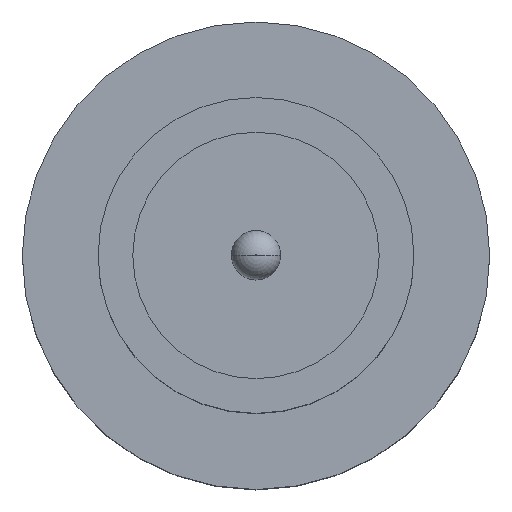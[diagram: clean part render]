
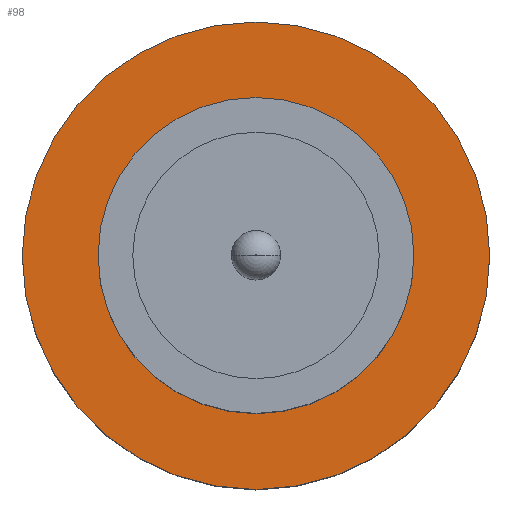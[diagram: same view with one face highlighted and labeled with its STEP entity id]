
A CAD part, top view. The second image highlights one B-rep face of the part: STEP entity #98.
In plain terms, the highlighted planar face has unit normal (0, 0, 1).
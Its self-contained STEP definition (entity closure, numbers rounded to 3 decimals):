
#9 = EDGE_LOOP ( 'NONE', ( #210, #537 ) ) ;
#16 = CARTESIAN_POINT ( 'NONE',  ( 0., 0., 1.55 ) ) ;
#45 = CARTESIAN_POINT ( 'NONE',  ( 0., 0., 1.55 ) ) ;
#59 = DIRECTION ( 'NONE',  ( 1., 0., 0. ) ) ;
#98 = ADVANCED_FACE ( 'NONE', ( #352, #627 ), #399, .T. ) ;
#101 = DIRECTION ( 'NONE',  ( 0., 0., 1. ) ) ;
#109 = EDGE_CURVE ( 'NONE', #324, #280, #774, .T. ) ;
#117 = CIRCLE ( 'NONE', #429, 1.85 ) ;
#122 = CARTESIAN_POINT ( 'NONE',  ( -1.25, 0., 1.55 ) ) ;
#126 = EDGE_LOOP ( 'NONE', ( #205, #408 ) ) ;
#154 = DIRECTION ( 'NONE',  ( 0., 0., 1. ) ) ;
#156 = DIRECTION ( 'NONE',  ( 1., 0., 0. ) ) ;
#160 = CARTESIAN_POINT ( 'NONE',  ( 1.85, 0., 1.55 ) ) ;
#177 = DIRECTION ( 'NONE',  ( 1., 0., 0. ) ) ;
#205 = ORIENTED_EDGE ( 'NONE', *, *, #507, .T. ) ;
#210 = ORIENTED_EDGE ( 'NONE', *, *, #395, .F. ) ;
#228 = CARTESIAN_POINT ( 'NONE',  ( 0., 0., 1.55 ) ) ;
#233 = DIRECTION ( 'NONE',  ( 1., 0., 0. ) ) ;
#236 = EDGE_CURVE ( 'NONE', #449, #372, #497, .T. ) ;
#280 = VERTEX_POINT ( 'NONE', #694 ) ;
#292 = AXIS2_PLACEMENT_3D ( 'NONE', #228, #475, #233 ) ;
#307 = CARTESIAN_POINT ( 'NONE',  ( 1.25, 0., 1.55 ) ) ;
#324 = VERTEX_POINT ( 'NONE', #160 ) ;
#344 = DIRECTION ( 'NONE',  ( 1., 0., 0. ) ) ;
#351 = CARTESIAN_POINT ( 'NONE',  ( 0., 0., 1.55 ) ) ;
#352 = FACE_BOUND ( 'NONE', #9, .T. ) ;
#372 = VERTEX_POINT ( 'NONE', #307 ) ;
#395 = EDGE_CURVE ( 'NONE', #372, #449, #440, .T. ) ;
#399 = PLANE ( 'NONE',  #292 ) ;
#406 = AXIS2_PLACEMENT_3D ( 'NONE', #16, #101, #156 ) ;
#408 = ORIENTED_EDGE ( 'NONE', *, *, #109, .T. ) ;
#429 = AXIS2_PLACEMENT_3D ( 'NONE', #613, #800, #59 ) ;
#440 = CIRCLE ( 'NONE', #490, 1.25 ) ;
#449 = VERTEX_POINT ( 'NONE', #122 ) ;
#475 = DIRECTION ( 'NONE',  ( 0., 0., 1. ) ) ;
#490 = AXIS2_PLACEMENT_3D ( 'NONE', #45, #782, #177 ) ;
#497 = CIRCLE ( 'NONE', #406, 1.25 ) ;
#507 = EDGE_CURVE ( 'NONE', #280, #324, #117, .T. ) ;
#537 = ORIENTED_EDGE ( 'NONE', *, *, #236, .F. ) ;
#613 = CARTESIAN_POINT ( 'NONE',  ( 0., 0., 1.55 ) ) ;
#627 = FACE_OUTER_BOUND ( 'NONE', #126, .T. ) ;
#694 = CARTESIAN_POINT ( 'NONE',  ( -1.85, 0., 1.55 ) ) ;
#699 = AXIS2_PLACEMENT_3D ( 'NONE', #351, #154, #344 ) ;
#774 = CIRCLE ( 'NONE', #699, 1.85 ) ;
#782 = DIRECTION ( 'NONE',  ( 0., 0., 1. ) ) ;
#800 = DIRECTION ( 'NONE',  ( 0., 0., 1. ) ) ;
